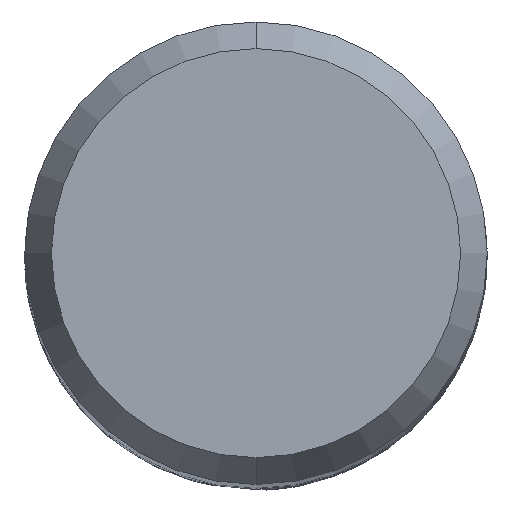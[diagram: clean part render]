
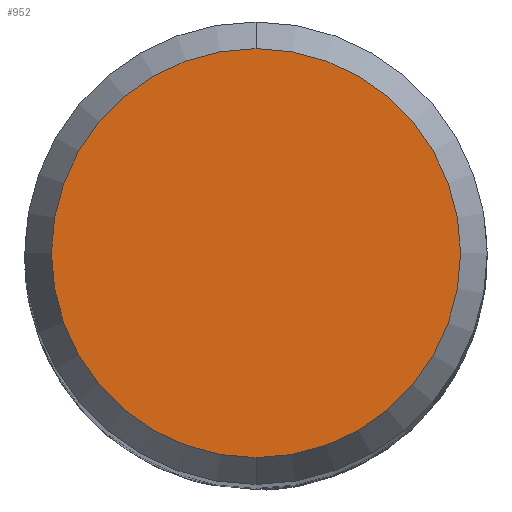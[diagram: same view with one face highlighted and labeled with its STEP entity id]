
A CAD part, top view. The second image highlights one B-rep face of the part: STEP entity #952.
In plain terms, the highlighted planar face has unit normal (0, 0, 1).
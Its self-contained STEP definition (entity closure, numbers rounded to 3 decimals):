
#488=VERTEX_POINT('',#1370);
#952=ADVANCED_FACE('',(#1875),#1876,.T.);
#1118=EDGE_CURVE('',#488,#1186,#2059,.T.);
#1186=VERTEX_POINT('',#2132);
#1200=EDGE_CURVE('',#1186,#488,#2147,.T.);
#1370=CARTESIAN_POINT('',(0.0,3.538,0.0));
#1875=FACE_OUTER_BOUND('',#6824,.T.);
#1876=PLANE('',#6825);
#2059=CIRCLE('',#8199,3.538);
#2132=CARTESIAN_POINT('',(0.,-3.538,0.0));
#2147=CIRCLE('',#8798,3.538);
#6824=EDGE_LOOP('',(#10208,#10209));
#6825=AXIS2_PLACEMENT_3D('',#10210,#10211,#10212);
#8199=AXIS2_PLACEMENT_3D('',#10433,#10434,#10435);
#8798=AXIS2_PLACEMENT_3D('',#10513,#10514,#10515);
#10208=ORIENTED_EDGE('',*,*,#1118,.F.);
#10209=ORIENTED_EDGE('',*,*,#1200,.F.);
#10210=CARTESIAN_POINT('',(0.0,1.769,0.0));
#10211=DIRECTION('',(-0.0,0.0,1.0));
#10212=DIRECTION('',(0.0,-1.0,0.0));
#10433=CARTESIAN_POINT('',(0.0,0.0,0.0));
#10434=DIRECTION('',(0.0,0.0,-1.0));
#10435=DIRECTION('',(0.0,1.0,0.0));
#10513=CARTESIAN_POINT('',(0.0,0.0,0.0));
#10514=DIRECTION('',(0.0,0.0,-1.0));
#10515=DIRECTION('',(0.0,1.0,0.0));
